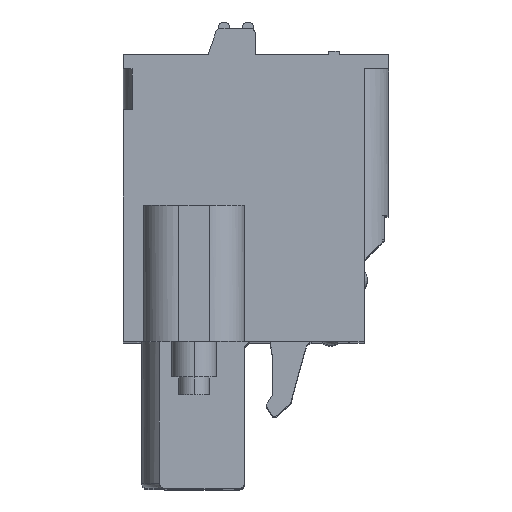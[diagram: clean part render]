
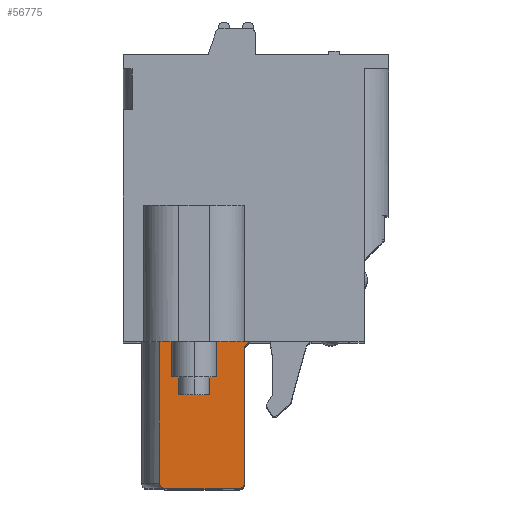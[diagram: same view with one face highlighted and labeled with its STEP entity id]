
A CAD part, top view. The second image highlights one B-rep face of the part: STEP entity #56775.
In plain terms, the highlighted planar face has unit normal (0, 0, 1).
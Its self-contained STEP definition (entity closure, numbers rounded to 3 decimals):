
#34821=CARTESIAN_POINT('',(-4.75,0.,7.54));
#34822=VERTEX_POINT('',#34821);
#34832=CARTESIAN_POINT('',(-4.45,0.,7.54));
#34833=VERTEX_POINT('',#34832);
#34834=CARTESIAN_POINT('',(-4.45,0.,7.54));
#34835=CARTESIAN_POINT('',(-4.51,0.,7.54));
#34836=CARTESIAN_POINT('',(-4.57,0.,7.54));
#34837=CARTESIAN_POINT('',(-4.63,0.,7.54));
#34838=CARTESIAN_POINT('',(-4.69,0.,7.54));
#34839=CARTESIAN_POINT('',(-4.75,0.,7.54));
#34840=B_SPLINE_CURVE_WITH_KNOTS('',5,(#34834,#34835,#34836,#34837,#34838,#34839),.UNSPECIFIED.,.F.,.U.,(6,6),(4.8,5.1),.UNSPECIFIED.);
#34841=EDGE_CURVE('',#34833,#34822,#34840,.T.);
#34843=CARTESIAN_POINT('',(-0.598,0.,7.54));
#34844=VERTEX_POINT('',#34843);
#34845=CARTESIAN_POINT('',(-0.598,0.,7.54));
#34846=DIRECTION('',(-1.,0.,0.));
#34847=VECTOR('',#34846,3.852);
#34848=LINE('',#34845,#34847);
#34849=EDGE_CURVE('',#34844,#34833,#34848,.T.);
#34851=CARTESIAN_POINT('',(0.35,0.,7.54));
#34852=VERTEX_POINT('',#34851);
#34853=CARTESIAN_POINT('',(0.35,0.,7.54));
#34854=CARTESIAN_POINT('',(0.16,0.,7.54));
#34855=CARTESIAN_POINT('',(-0.029,0.,7.54));
#34856=CARTESIAN_POINT('',(-0.219,0.,7.54));
#34857=CARTESIAN_POINT('',(-0.409,0.,7.54));
#34858=CARTESIAN_POINT('',(-0.598,0.,7.54));
#34859=B_SPLINE_CURVE_WITH_KNOTS('',5,(#34853,#34854,#34855,#34856,#34857,#34858),.UNSPECIFIED.,.F.,.U.,(6,6),(0.,0.948),.UNSPECIFIED.);
#34860=EDGE_CURVE('',#34852,#34844,#34859,.T.);
#56668=CARTESIAN_POINT('',(-4.75,-8.,7.54));
#56669=VERTEX_POINT('',#56668);
#56670=CARTESIAN_POINT('',(-4.75,0.,7.54));
#56671=CARTESIAN_POINT('',(-4.75,-1.6,7.54));
#56672=CARTESIAN_POINT('',(-4.75,-3.2,7.54));
#56673=CARTESIAN_POINT('',(-4.75,-4.8,7.54));
#56674=CARTESIAN_POINT('',(-4.75,-6.4,7.54));
#56675=CARTESIAN_POINT('',(-4.75,-8.,7.54));
#56676=B_SPLINE_CURVE_WITH_KNOTS('',5,(#56670,#56671,#56672,#56673,#56674,#56675),.UNSPECIFIED.,.F.,.U.,(6,6),(0.,8.),.UNSPECIFIED.);
#56677=EDGE_CURVE('',#34822,#56669,#56676,.T.);
#56693=CARTESIAN_POINT('',(-2.2,3.45,7.54));
#56694=DIRECTION('',(1.,0.,0.));
#56695=DIRECTION('',(0.,0.,1.));
#56696=AXIS2_PLACEMENT_3D('',#56693,#56695,#56694);
#56697=PLANE('',#56696);
#56698=ORIENTED_EDGE('',*,*,#34841,.T.);
#56699=ORIENTED_EDGE('',*,*,#56677,.T.);
#56700=CARTESIAN_POINT('',(-4.45,-8.3,7.54));
#56701=VERTEX_POINT('',#56700);
#56702=CARTESIAN_POINT('',(-4.75,-8.,7.54));
#56703=CARTESIAN_POINT('',(-4.75,-8.024,7.54));
#56704=CARTESIAN_POINT('',(-4.748,-8.047,7.54));
#56705=CARTESIAN_POINT('',(-4.743,-8.07,7.54));
#56706=CARTESIAN_POINT('',(-4.729,-8.116,7.54));
#56707=CARTESIAN_POINT('',(-4.707,-8.157,7.54));
#56708=CARTESIAN_POINT('',(-4.694,-8.177,7.54));
#56709=CARTESIAN_POINT('',(-4.664,-8.214,7.54));
#56710=CARTESIAN_POINT('',(-4.627,-8.244,7.54));
#56711=CARTESIAN_POINT('',(-4.607,-8.257,7.54));
#56712=CARTESIAN_POINT('',(-4.566,-8.279,7.54));
#56713=CARTESIAN_POINT('',(-4.52,-8.293,7.54));
#56714=CARTESIAN_POINT('',(-4.497,-8.298,7.54));
#56715=CARTESIAN_POINT('',(-4.474,-8.3,7.54));
#56716=CARTESIAN_POINT('',(-4.45,-8.3,7.54));
#56717=B_SPLINE_CURVE_WITH_KNOTS('',5,(#56702,#56703,#56704,#56705,#56706,#56707,#56708,#56709,#56710,#56711,#56712,#56713,#56714,#56715,#56716),.UNSPECIFIED.,.F.,.U.,(6,3,3,3,6),(0.,0.393,0.785,1.178,1.571),.UNSPECIFIED.);
#56718=EDGE_CURVE('',#56669,#56701,#56717,.T.);
#56719=ORIENTED_EDGE('',*,*,#56718,.T.);
#56720=CARTESIAN_POINT('',(-0.25,-8.3,7.54));
#56721=VERTEX_POINT('',#56720);
#56722=CARTESIAN_POINT('',(-4.45,-8.3,7.54));
#56723=CARTESIAN_POINT('',(-3.61,-8.3,7.54));
#56724=CARTESIAN_POINT('',(-2.77,-8.3,7.54));
#56725=CARTESIAN_POINT('',(-1.93,-8.3,7.54));
#56726=CARTESIAN_POINT('',(-1.09,-8.3,7.54));
#56727=CARTESIAN_POINT('',(-0.25,-8.3,7.54));
#56728=B_SPLINE_CURVE_WITH_KNOTS('',5,(#56722,#56723,#56724,#56725,#56726,#56727),.UNSPECIFIED.,.F.,.U.,(6,6),(0.,4.2),.UNSPECIFIED.);
#56729=EDGE_CURVE('',#56701,#56721,#56728,.T.);
#56730=ORIENTED_EDGE('',*,*,#56729,.T.);
#56731=CARTESIAN_POINT('',(0.05,-8.,7.54));
#56732=VERTEX_POINT('',#56731);
#56733=CARTESIAN_POINT('',(0.05,-8.,7.54));
#56734=CARTESIAN_POINT('',(0.05,-8.024,7.54));
#56735=CARTESIAN_POINT('',(0.048,-8.047,7.54));
#56736=CARTESIAN_POINT('',(0.043,-8.07,7.54));
#56737=CARTESIAN_POINT('',(0.029,-8.116,7.54));
#56738=CARTESIAN_POINT('',(0.007,-8.157,7.54));
#56739=CARTESIAN_POINT('',(-0.006,-8.177,7.54));
#56740=CARTESIAN_POINT('',(-0.036,-8.214,7.54));
#56741=CARTESIAN_POINT('',(-0.073,-8.244,7.54));
#56742=CARTESIAN_POINT('',(-0.093,-8.257,7.54));
#56743=CARTESIAN_POINT('',(-0.134,-8.279,7.54));
#56744=CARTESIAN_POINT('',(-0.18,-8.293,7.54));
#56745=CARTESIAN_POINT('',(-0.203,-8.298,7.54));
#56746=CARTESIAN_POINT('',(-0.226,-8.3,7.54));
#56747=CARTESIAN_POINT('',(-0.25,-8.3,7.54));
#56748=B_SPLINE_CURVE_WITH_KNOTS('',5,(#56733,#56734,#56735,#56736,#56737,#56738,#56739,#56740,#56741,#56742,#56743,#56744,#56745,#56746,#56747),.UNSPECIFIED.,.F.,.U.,(6,3,3,3,6),(0.,0.393,0.785,1.178,1.571),.UNSPECIFIED.);
#56749=EDGE_CURVE('',#56732,#56721,#56748,.T.);
#56750=ORIENTED_EDGE('',*,*,#56749,.F.);
#56751=CARTESIAN_POINT('',(0.05,-0.3,7.54));
#56752=VERTEX_POINT('',#56751);
#56753=CARTESIAN_POINT('',(0.05,-8.,7.54));
#56754=CARTESIAN_POINT('',(0.05,-6.46,7.54));
#56755=CARTESIAN_POINT('',(0.05,-4.92,7.54));
#56756=CARTESIAN_POINT('',(0.05,-3.38,7.54));
#56757=CARTESIAN_POINT('',(0.05,-1.84,7.54));
#56758=CARTESIAN_POINT('',(0.05,-0.3,7.54));
#56759=B_SPLINE_CURVE_WITH_KNOTS('',5,(#56753,#56754,#56755,#56756,#56757,#56758),.UNSPECIFIED.,.F.,.U.,(6,6),(0.,7.7),.UNSPECIFIED.);
#56760=EDGE_CURVE('',#56732,#56752,#56759,.T.);
#56761=ORIENTED_EDGE('',*,*,#56760,.T.);
#56762=CARTESIAN_POINT('',(0.05,-0.3,7.54));
#56763=CARTESIAN_POINT('',(0.11,-0.24,7.54));
#56764=CARTESIAN_POINT('',(0.17,-0.18,7.54));
#56765=CARTESIAN_POINT('',(0.23,-0.12,7.54));
#56766=CARTESIAN_POINT('',(0.29,-0.06,7.54));
#56767=CARTESIAN_POINT('',(0.35,0.,7.54));
#56768=B_SPLINE_CURVE_WITH_KNOTS('',5,(#56762,#56763,#56764,#56765,#56766,#56767),.UNSPECIFIED.,.F.,.U.,(6,6),(0.,0.424),.UNSPECIFIED.);
#56769=EDGE_CURVE('',#56752,#34852,#56768,.T.);
#56770=ORIENTED_EDGE('',*,*,#56769,.T.);
#56771=ORIENTED_EDGE('',*,*,#34860,.T.);
#56772=ORIENTED_EDGE('',*,*,#34849,.T.);
#56773=EDGE_LOOP('',(#56698,#56699,#56719,#56730,#56750,#56761,#56770,#56771,#56772));
#56774=FACE_OUTER_BOUND('',#56773,.T.);
#56775=ADVANCED_FACE('',(#56774),#56697,.T.);
